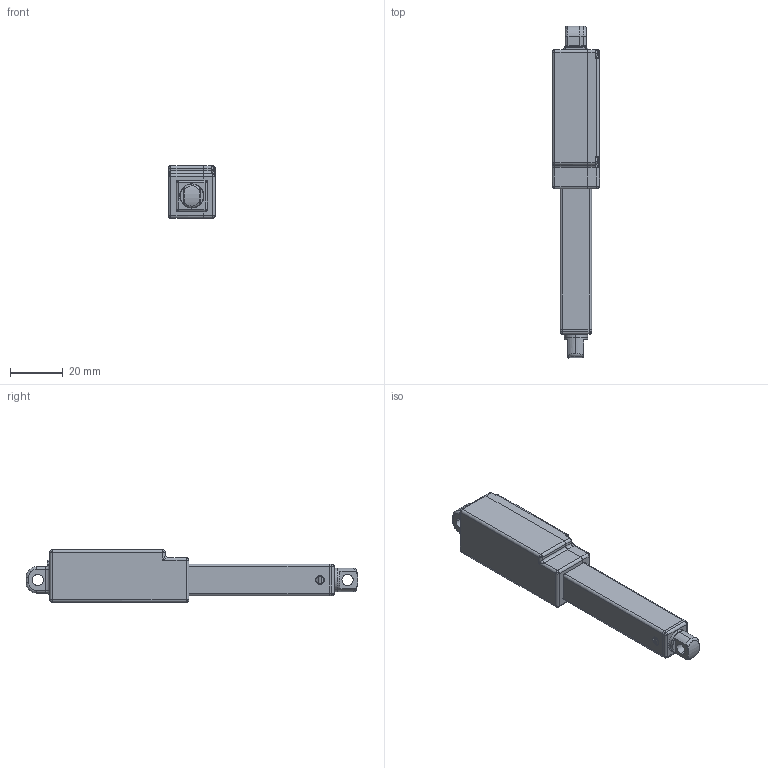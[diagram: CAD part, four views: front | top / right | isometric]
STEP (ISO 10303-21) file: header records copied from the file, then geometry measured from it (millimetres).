
FILE_DESCRIPTION (( 'STEP AP214' ), '1' );
FILE_NAME ('WCP-0410 Rev1 - Retracted.step', '2021-06-23T05:39:19', ( '' ), ( '' ), 'SwSTEP 2.0', 'SolidWorks 2020', '' );
FILE_SCHEMA (( 'AUTOMOTIVE_DESIGN' ));
Length unit declared in the file: inch
Products named in the file (1): WCP-0410 Rev1 - Retracted
Bounding box: 18.1 x 126.38 x 20 mm (x, y, z)
Volume: 13852 mm3; surface area: 19561.8 mm2
Topology: 12 solids, 12 shells, 942 faces, 2477 edges, 1565 vertices
Faces by surface type: plane 449, cylinder 303, bspline 144, cone 46
Entity records: 48750 total; most frequent: CARTESIAN_POINT 14185, ORIENTED_EDGE 4902, DIRECTION 4235, EDGE_CURVE 2451, VERTEX_POINT 1565, VECTOR 1433, LINE 1433, AXIS2_PLACEMENT_3D 1401
